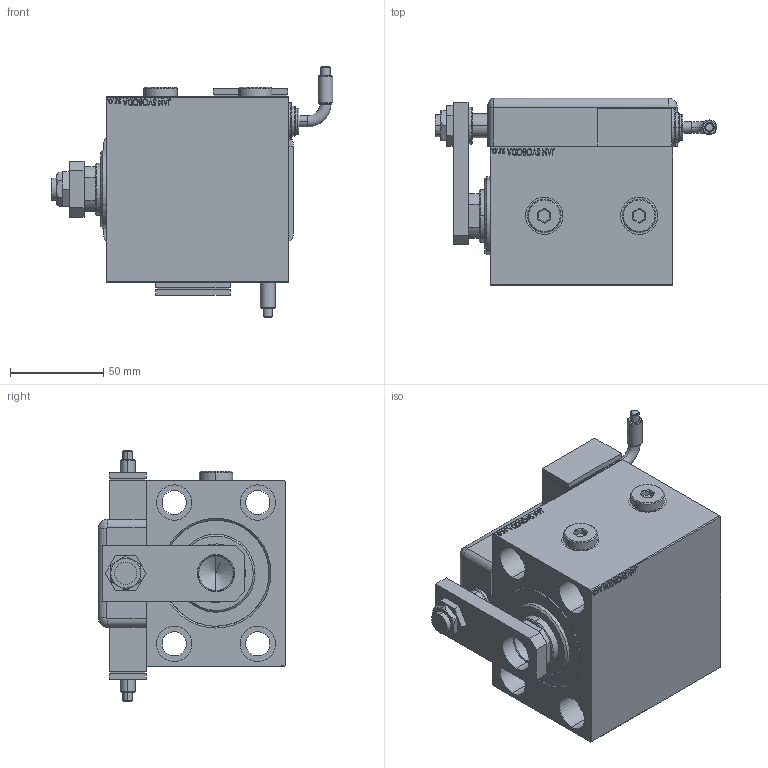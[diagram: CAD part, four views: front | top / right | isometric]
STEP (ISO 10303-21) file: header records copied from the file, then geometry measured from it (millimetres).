
FILE_DESCRIPTION (( 'STEP AP203' ), '1' );
FILE_NAME ('7829.STEP', '2024-11-25T12:11:43', ( '' ), ( '' ), 'SwSTEP 2.0', 'SolidWorks 2019', '' );
FILE_SCHEMA (( 'CONFIG_CONTROL_DESIGN' ));
Length unit declared in the file: millimetre
Products named in the file (14): 7829; V450CM_VC_B 26665800670c5f118dc6ef322e66c6ba; Zatka_OIL_PORT 26665800670c5f118dc6ef322e66c6ba; SWITCH_Q_FRONT_BACK 26665800670c5f118dc6ef322e66c6ba; SWITCH DIM A_G 26665800670c5f118dc6ef322e66c6ba; TYC 26665800670c5f118dc6ef322e66c6ba; ZARAZKA_Q 26665800670c5f118dc6ef322e66c6ba; NUT_D19 26665800670c5f118dc6ef322e66c6ba; V450CM_C_Body 26665800670c5f118dc6ef322e66c6ba; MAGNETIC SWITCH Q 26665800670c5f118dc6ef322e66c6ba; NUT_D13 26665800670c5f118dc6ef322e66c6ba; KRYT 26665800670c5f118dc6ef322e66c6ba; V450CM_C_VCP 26665800670c5f118dc6ef322e66c6ba; SWITCH Q 26665800670c5f118dc6ef322e66c6ba
Assembly tree (15 placements, depth 3):
  7829
    V450CM_C_Body 26665800670c5f118dc6ef322e66c6ba
    V450CM_C_VCP 26665800670c5f118dc6ef322e66c6ba
    V450CM_VC_B 26665800670c5f118dc6ef322e66c6ba
    MAGNETIC SWITCH Q 26665800670c5f118dc6ef322e66c6ba
      SWITCH_Q_FRONT_BACK 26665800670c5f118dc6ef322e66c6ba
      TYC 26665800670c5f118dc6ef322e66c6ba
      ZARAZKA_Q 26665800670c5f118dc6ef322e66c6ba
      SWITCH DIM A_G 26665800670c5f118dc6ef322e66c6ba
      NUT_D19 26665800670c5f118dc6ef322e66c6ba
      NUT_D13 26665800670c5f118dc6ef322e66c6ba
      KRYT 26665800670c5f118dc6ef322e66c6ba
      SWITCH Q 26665800670c5f118dc6ef322e66c6ba  x2
    Zatka_OIL_PORT 26665800670c5f118dc6ef322e66c6ba  x2
Bounding box: 151.46 x 100.8 x 135.01 mm (x, y, z)
Volume: 772528.9 mm3; surface area: 163727.5 mm2
Topology: 15 solids, 15 shells, 1331 faces, 3346 edges, 2197 vertices
Faces by surface type: plane 653, bspline 475, cylinder 141, cone 38, torus 22, sphere 2
Entity records: 62609 total; most frequent: CARTESIAN_POINT 33737, ORIENTED_EDGE 6356, DIRECTION 4118, EDGE_CURVE 3178, VERTEX_POINT 2096, LINE 1886, VECTOR 1886, EDGE_LOOP 1440
